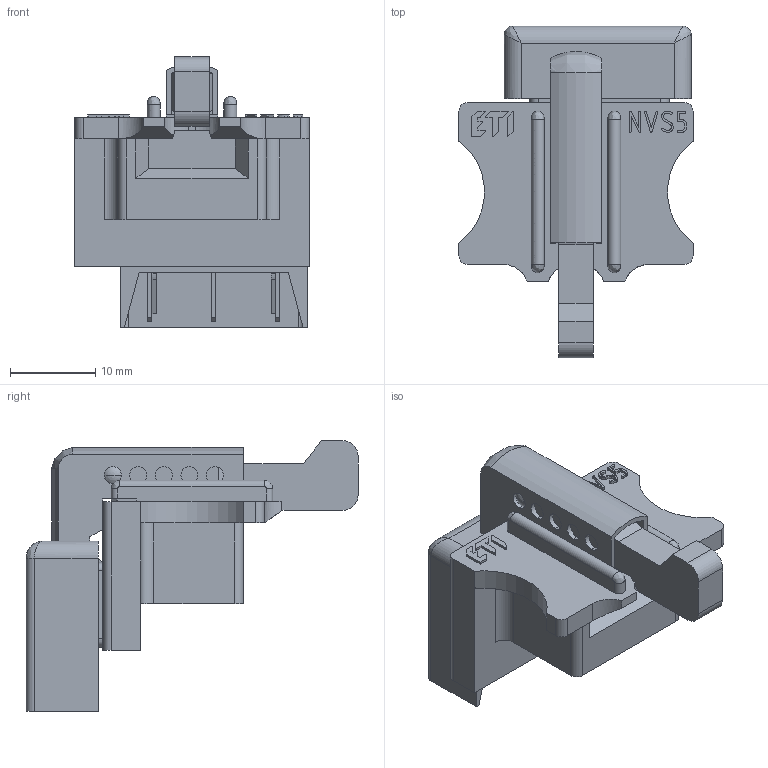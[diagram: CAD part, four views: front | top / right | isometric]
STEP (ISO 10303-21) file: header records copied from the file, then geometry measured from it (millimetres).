
FILE_DESCRIPTION((''),'2;1');
FILE_NAME('NVS5_ASM','2017-04-14T',('janez.tomelj'),('Audax d.o.o.'),'CREO PARAMETRIC BY PTC INC, 2015290','CREO PARAMETRIC BY PTC INC, 2015290','');
FILE_SCHEMA(('CONFIG_CONTROL_DESIGN'));
Length unit declared in the file: millimetre
Products named in the file (3): NVS5_BODY; 0000031119_3D; NVS5_ASM
Assembly tree (2 placements, depth 2):
  NVS5_ASM
    NVS5_BODY
    0000031119_3D
Bounding box: 27.5 x 39 x 31.8 mm (x, y, z)
Volume: 8666.6 mm3; surface area: 5972.2 mm2
Topology: 2 solids, 2 shells, 328 faces, 907 edges, 594 vertices
Faces by surface type: plane 172, cylinder 89, extrusion 55, bspline 8, sphere 4
Entity records: 11128 total; most frequent: CARTESIAN_POINT 2723, ORIENTED_EDGE 1806, DIRECTION 1568, EDGE_CURVE 903, VECTOR 644, VERTEX_POINT 594, LINE 589, AXIS2_PLACEMENT_3D 462
